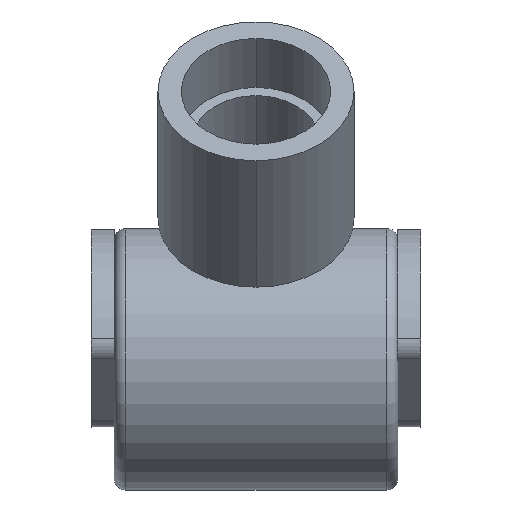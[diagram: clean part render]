
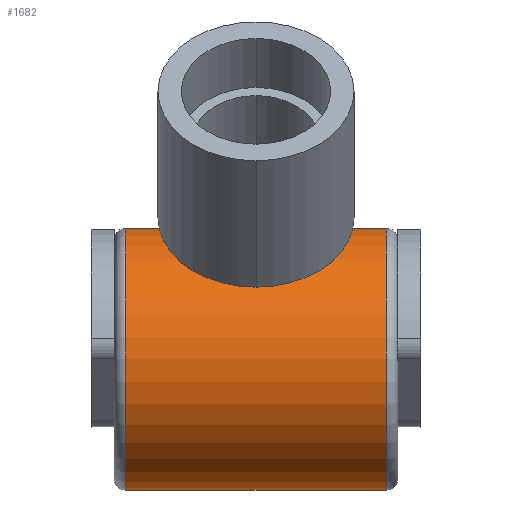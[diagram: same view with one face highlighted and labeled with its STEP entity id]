
A CAD part, front view. The second image highlights one B-rep face of the part: STEP entity #1682.
In plain terms, the highlighted cylindrical face has radius 22.671 mm (diameter 45.342 mm), a partial arc.
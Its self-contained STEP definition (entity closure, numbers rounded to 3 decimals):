
#50 = CIRCLE ( 'NONE', #1038, 22.671 ) ;
#119 = LINE ( 'NONE', #1497, #2259 ) ;
#157 = LINE ( 'NONE', #1722, #1811 ) ;
#200 = DIRECTION ( 'NONE',  ( -1., 0., 0. ) ) ;
#262 = CIRCLE ( 'NONE', #2547, 22.671 ) ;
#340 = ORIENTED_EDGE ( 'NONE', *, *, #2234, .T. ) ;
#417 = DIRECTION ( 'NONE',  ( 0., 0., -1. ) ) ;
#532 = ORIENTED_EDGE ( 'NONE', *, *, #570, .T. ) ;
#570 = EDGE_CURVE ( 'NONE', #1030, #1538, #50, .T. ) ;
#601 = EDGE_CURVE ( 'NONE', #1030, #2028, #119, .T. ) ;
#616 = DIRECTION ( 'NONE',  ( 1., 0., 0. ) ) ;
#622 = DIRECTION ( 'NONE',  ( 1., 0., 0. ) ) ;
#638 = EDGE_LOOP ( 'NONE', ( #2510, #532, #340, #1390 ) ) ;
#661 = FACE_OUTER_BOUND ( 'NONE', #638, .T. ) ;
#727 = DIRECTION ( 'NONE',  ( 1., 0., 0. ) ) ;
#753 = CARTESIAN_POINT ( 'NONE',  ( -22.6, 176.777, 199.448 ) ) ;
#1030 = VERTEX_POINT ( 'NONE', #753 ) ;
#1038 = AXIS2_PLACEMENT_3D ( 'NONE', #2497, #727, #2311 ) ;
#1390 = ORIENTED_EDGE ( 'NONE', *, *, #1573, .T. ) ;
#1410 = CYLINDRICAL_SURFACE ( 'NONE', #1502, 22.671 ) ;
#1447 = CARTESIAN_POINT ( 'NONE',  ( -88.723, 176.777, 176.777 ) ) ;
#1463 = CARTESIAN_POINT ( 'NONE',  ( 22.6, 176.777, 199.448 ) ) ;
#1497 = CARTESIAN_POINT ( 'NONE',  ( -88.723, 176.777, 199.448 ) ) ;
#1502 = AXIS2_PLACEMENT_3D ( 'NONE', #1447, #622, #417 ) ;
#1538 = VERTEX_POINT ( 'NONE', #2318 ) ;
#1573 = EDGE_CURVE ( 'NONE', #2137, #2028, #262, .T. ) ;
#1682 = ADVANCED_FACE ( 'NONE', ( #661 ), #1410, .T. ) ;
#1722 = CARTESIAN_POINT ( 'NONE',  ( -88.723, 176.777, 154.106 ) ) ;
#1728 = DIRECTION ( 'NONE',  ( 0., 0., -1. ) ) ;
#1811 = VECTOR ( 'NONE', #2145, 1000. ) ;
#2028 = VERTEX_POINT ( 'NONE', #1463 ) ;
#2137 = VERTEX_POINT ( 'NONE', #2388 ) ;
#2145 = DIRECTION ( 'NONE',  ( 1., 0., 0. ) ) ;
#2234 = EDGE_CURVE ( 'NONE', #1538, #2137, #157, .T. ) ;
#2259 = VECTOR ( 'NONE', #616, 1000. ) ;
#2311 = DIRECTION ( 'NONE',  ( 0., 0., 1. ) ) ;
#2318 = CARTESIAN_POINT ( 'NONE',  ( -22.6, 176.777, 154.106 ) ) ;
#2370 = CARTESIAN_POINT ( 'NONE',  ( 22.6, 176.777, 176.777 ) ) ;
#2388 = CARTESIAN_POINT ( 'NONE',  ( 22.6, 176.777, 154.106 ) ) ;
#2497 = CARTESIAN_POINT ( 'NONE',  ( -22.6, 176.777, 176.777 ) ) ;
#2510 = ORIENTED_EDGE ( 'NONE', *, *, #601, .F. ) ;
#2547 = AXIS2_PLACEMENT_3D ( 'NONE', #2370, #200, #1728 ) ;
